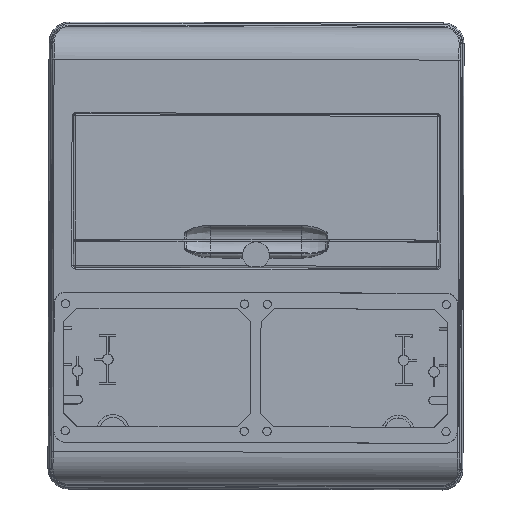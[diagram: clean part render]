
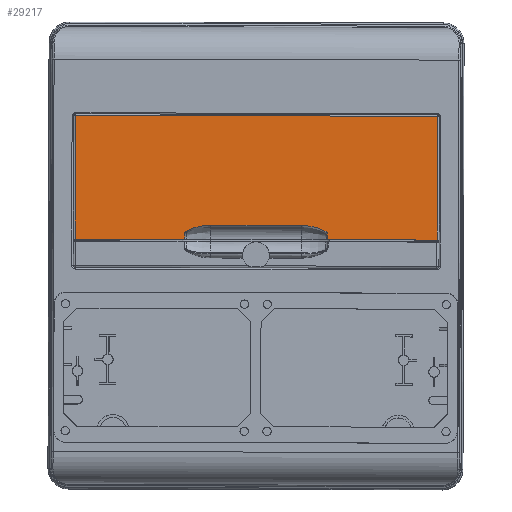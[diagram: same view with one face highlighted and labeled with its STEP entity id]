
A CAD part, top view. The second image highlights one B-rep face of the part: STEP entity #29217.
In plain terms, the highlighted planar face has unit normal (0, 0, 1).
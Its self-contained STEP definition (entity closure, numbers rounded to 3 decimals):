
#20841=DIRECTION('',(0.,-1.,0.));
#20842=VECTOR('',#20841,279.163);
#20843=CARTESIAN_POINT('',(-115.445,139.581,55.));
#20844=LINE('',#20843,#20842);
#22347=DIRECTION('',(1.,0.,0.));
#22348=VECTOR('',#22347,95.438);
#22349=CARTESIAN_POINT('',(-115.445,139.581,55.));
#22350=LINE('',#22349,#22348);
#22351=DIRECTION('',(0.,-1.,0.));
#22352=VECTOR('',#22351,84.581);
#22353=CARTESIAN_POINT('',(-20.007,139.581,55.));
#22354=LINE('',#22353,#22352);
#22355=DIRECTION('',(-1.,0.,0.));
#22356=VECTOR('',#22355,4.5);
#22357=CARTESIAN_POINT('',(-20.007,55.,55.));
#22358=LINE('',#22357,#22356);
#22359=CARTESIAN_POINT('',(-24.507,53.,55.));
#22360=DIRECTION('',(0.,0.,1.));
#22361=DIRECTION('',(0.,1.,0.));
#22362=AXIS2_PLACEMENT_3D('',#22359,#22360,#22361);
#22364=CARTESIAN_POINT('',(9.243,35.,55.));
#22365=DIRECTION('',(0.,0.,1.));
#22366=DIRECTION('',(-0.882,0.471,0.));
#22367=AXIS2_PLACEMENT_3D('',#22364,#22365,#22366);
#22369=DIRECTION('',(0.,-1.,0.));
#22370=VECTOR('',#22369,70.);
#22371=CARTESIAN_POINT('',(-31.007,35.,55.));
#22372=LINE('',#22371,#22370);
#22373=CARTESIAN_POINT('',(9.243,-35.,55.));
#22374=DIRECTION('',(0.,0.,-1.));
#22375=DIRECTION('',(-0.882,-0.471,0.));
#22376=AXIS2_PLACEMENT_3D('',#22373,#22374,#22375);
#22378=CARTESIAN_POINT('',(-24.507,-53.,55.));
#22379=DIRECTION('',(0.,0.,-1.));
#22380=DIRECTION('',(0.,-1.,0.));
#22381=AXIS2_PLACEMENT_3D('',#22378,#22379,#22380);
#22383=DIRECTION('',(-1.,0.,0.));
#22384=VECTOR('',#22383,4.5);
#22385=CARTESIAN_POINT('',(-20.007,-55.,55.));
#22386=LINE('',#22385,#22384);
#22387=DIRECTION('',(0.,1.,0.));
#22388=VECTOR('',#22387,84.581);
#22389=CARTESIAN_POINT('',(-20.007,-139.581,55.));
#22390=LINE('',#22389,#22388);
#22391=DIRECTION('',(1.,0.,0.));
#22392=VECTOR('',#22391,95.438);
#22393=CARTESIAN_POINT('',(-115.445,-139.581,55.));
#22394=LINE('',#22393,#22392);
#25339=CARTESIAN_POINT('',(-26.272,53.941,55.));
#25340=CARTESIAN_POINT('',(-31.007,35.,55.));
#25341=VERTEX_POINT('',#25339);
#25342=VERTEX_POINT('',#25340);
#25343=CARTESIAN_POINT('',(-24.507,55.,55.));
#25344=VERTEX_POINT('',#25343);
#25345=CARTESIAN_POINT('',(-20.007,55.,55.));
#25347=VERTEX_POINT('',#25345);
#25353=CARTESIAN_POINT('',(-20.007,139.581,55.));
#25354=VERTEX_POINT('',#25353);
#25363=CARTESIAN_POINT('',(-26.272,-53.941,55.));
#25364=CARTESIAN_POINT('',(-31.007,-35.,55.));
#25365=VERTEX_POINT('',#25363);
#25366=VERTEX_POINT('',#25364);
#25367=CARTESIAN_POINT('',(-24.507,-55.,55.));
#25368=VERTEX_POINT('',#25367);
#25369=CARTESIAN_POINT('',(-20.007,-55.,55.));
#25371=VERTEX_POINT('',#25369);
#25377=CARTESIAN_POINT('',(-20.007,-139.581,55.));
#25378=VERTEX_POINT('',#25377);
#25387=CARTESIAN_POINT('',(-115.445,139.581,55.));
#25388=VERTEX_POINT('',#25387);
#25389=CARTESIAN_POINT('',(-115.445,-139.581,55.));
#25390=VERTEX_POINT('',#25389);
#29191=CARTESIAN_POINT('',(-53.664,0.,55.));
#29192=DIRECTION('',(0.,0.,1.));
#29193=DIRECTION('',(1.,0.,0.));
#29194=AXIS2_PLACEMENT_3D('',#29191,#29192,#29193);
#29195=PLANE('',#29194);
#29196=ORIENTED_EDGE('',*,*,#26280,.T.);
#29197=ORIENTED_EDGE('',*,*,#26160,.T.);
#29199=ORIENTED_EDGE('',*,*,#29198,.T.);
#29201=ORIENTED_EDGE('',*,*,#29200,.T.);
#29203=ORIENTED_EDGE('',*,*,#29202,.T.);
#29205=ORIENTED_EDGE('',*,*,#29204,.T.);
#29207=ORIENTED_EDGE('',*,*,#29206,.F.);
#29209=ORIENTED_EDGE('',*,*,#29208,.F.);
#29211=ORIENTED_EDGE('',*,*,#29210,.F.);
#29212=ORIENTED_EDGE('',*,*,#26144,.F.);
#29213=ORIENTED_EDGE('',*,*,#26198,.F.);
#29214=ORIENTED_EDGE('',*,*,#26233,.F.);
#29215=EDGE_LOOP('',(#29196,#29197,#29199,#29201,#29203,#29205,#29207,#29209,
#29211,#29212,#29213,#29214));
#29216=FACE_OUTER_BOUND('',#29215,.F.);
#29217=ADVANCED_FACE('',(#29216),#29195,.T.);
#22363=CIRCLE('',#22362,2.);
#22368=CIRCLE('',#22367,40.25);
#22377=CIRCLE('',#22376,40.25);
#22382=CIRCLE('',#22381,2.);
#26144=EDGE_CURVE('',#25378,#25371,#22390,.T.);
#26160=EDGE_CURVE('',#25354,#25347,#22354,.T.);
#26198=EDGE_CURVE('',#25390,#25378,#22394,.T.);
#26233=EDGE_CURVE('',#25388,#25390,#20844,.T.);
#26280=EDGE_CURVE('',#25388,#25354,#22350,.T.);
#29198=EDGE_CURVE('',#25347,#25344,#22358,.T.);
#29200=EDGE_CURVE('',#25344,#25341,#22363,.T.);
#29202=EDGE_CURVE('',#25341,#25342,#22368,.T.);
#29204=EDGE_CURVE('',#25342,#25366,#22372,.T.);
#29206=EDGE_CURVE('',#25365,#25366,#22377,.T.);
#29208=EDGE_CURVE('',#25368,#25365,#22382,.T.);
#29210=EDGE_CURVE('',#25371,#25368,#22386,.T.);
